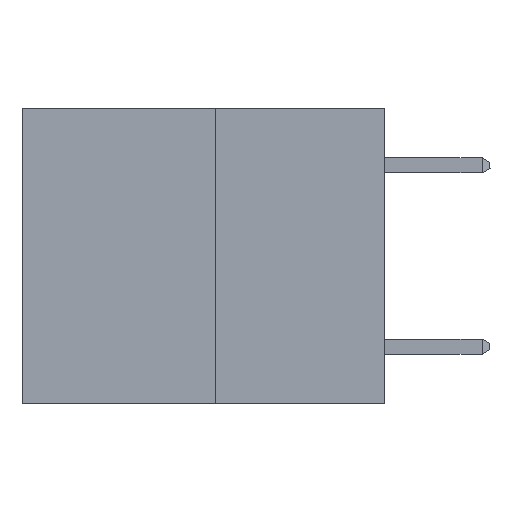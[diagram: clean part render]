
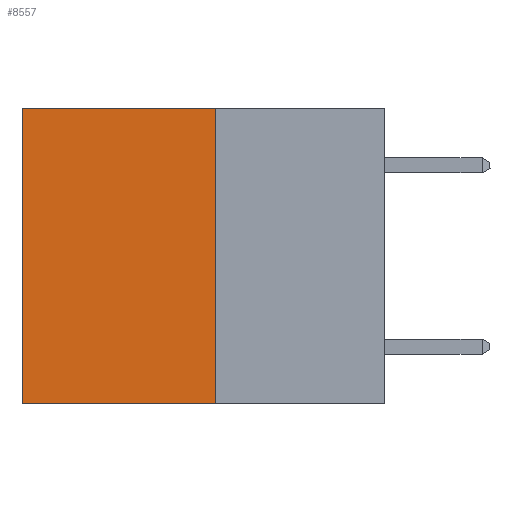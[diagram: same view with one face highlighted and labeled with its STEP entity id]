
A CAD part, left-side view. The second image highlights one B-rep face of the part: STEP entity #8557.
In plain terms, the highlighted planar face has unit normal (-1, 0, 0).
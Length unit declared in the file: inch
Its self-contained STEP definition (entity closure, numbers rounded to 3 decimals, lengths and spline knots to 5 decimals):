
#2198 = VECTOR ( 'NONE', #19839, 39.37008 ) ;
#2929 = DIRECTION ( 'NONE',  ( 1., 0., 0. ) ) ;
#5886 = ORIENTED_EDGE ( 'NONE', *, *, #13374, .T. ) ;
#7268 = DIRECTION ( 'NONE',  ( 0., 0., -1. ) ) ;
#7962 = LINE ( 'NONE', #13909, #11542 ) ;
#8557 = ADVANCED_FACE ( 'NONE', ( #15584 ), #16739, .F. ) ;
#8585 = CARTESIAN_POINT ( 'NONE',  ( 0.3165, 0.6, -0.49 ) ) ;
#9227 = VECTOR ( 'NONE', #9564, 39.37008 ) ;
#9564 = DIRECTION ( 'NONE',  ( 0., 0., -1. ) ) ;
#9913 = AXIS2_PLACEMENT_3D ( 'NONE', #12061, #2929, #7268 ) ;
#11229 = CARTESIAN_POINT ( 'NONE',  ( 0.3165, 0.6, -0.49 ) ) ;
#11542 = VECTOR ( 'NONE', #20953, 39.37008 ) ;
#11929 = VERTEX_POINT ( 'NONE', #24635 ) ;
#12011 = CARTESIAN_POINT ( 'NONE',  ( 0.3165, 0.28, -0.49 ) ) ;
#12061 = CARTESIAN_POINT ( 'NONE',  ( 0.3165, 0.28, -0.49 ) ) ;
#13050 = VECTOR ( 'NONE', #20079, 39.37008 ) ;
#13374 = EDGE_CURVE ( 'NONE', #29031, #13407, #13773, .T. ) ;
#13407 = VERTEX_POINT ( 'NONE', #8585 ) ;
#13773 = LINE ( 'NONE', #11229, #13050 ) ;
#13909 = CARTESIAN_POINT ( 'NONE',  ( 0.3165, 0.28, -0.49 ) ) ;
#15584 = FACE_OUTER_BOUND ( 'NONE', #16568, .T. ) ;
#16018 = ORIENTED_EDGE ( 'NONE', *, *, #26322, .T. ) ;
#16421 = CARTESIAN_POINT ( 'NONE',  ( 0.3165, 0.6, 0. ) ) ;
#16568 = EDGE_LOOP ( 'NONE', ( #5886, #19209, #28511, #16018 ) ) ;
#16739 = PLANE ( 'NONE',  #9913 ) ;
#17129 = EDGE_CURVE ( 'NONE', #20518, #13407, #7962, .T. ) ;
#19209 = ORIENTED_EDGE ( 'NONE', *, *, #17129, .F. ) ;
#19839 = DIRECTION ( 'NONE',  ( 0., 1., 0. ) ) ;
#20079 = DIRECTION ( 'NONE',  ( 0., 0., -1. ) ) ;
#20518 = VERTEX_POINT ( 'NONE', #28622 ) ;
#20953 = DIRECTION ( 'NONE',  ( 0., 1., 0. ) ) ;
#22573 = LINE ( 'NONE', #29429, #2198 ) ;
#24635 = CARTESIAN_POINT ( 'NONE',  ( 0.3165, 0.28, 0. ) ) ;
#26322 = EDGE_CURVE ( 'NONE', #11929, #29031, #22573, .T. ) ;
#28511 = ORIENTED_EDGE ( 'NONE', *, *, #29375, .F. ) ;
#28622 = CARTESIAN_POINT ( 'NONE',  ( 0.3165, 0.28, -0.49 ) ) ;
#29031 = VERTEX_POINT ( 'NONE', #16421 ) ;
#29289 = LINE ( 'NONE', #12011, #9227 ) ;
#29375 = EDGE_CURVE ( 'NONE', #11929, #20518, #29289, .T. ) ;
#29429 = CARTESIAN_POINT ( 'NONE',  ( 0.3165, 0.28, 0. ) ) ;
